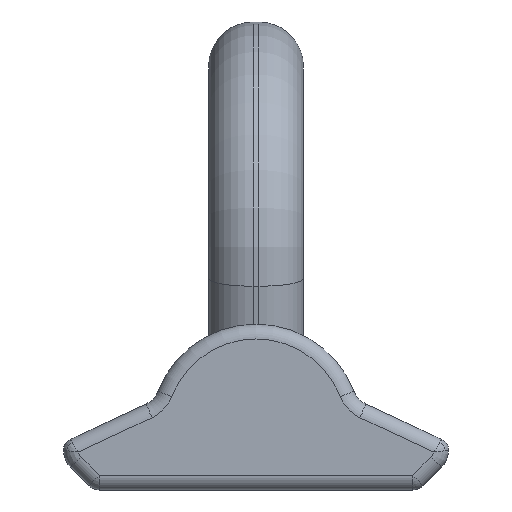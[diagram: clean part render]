
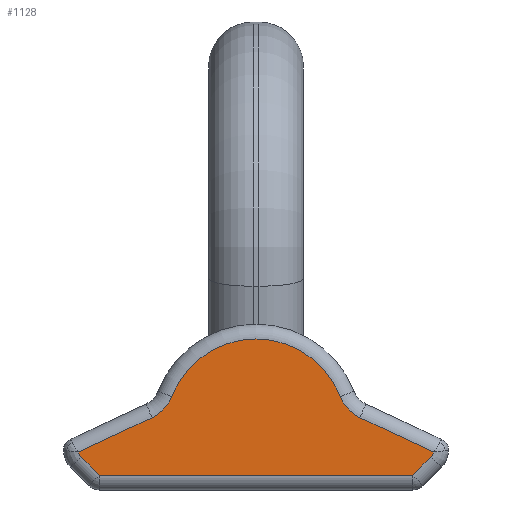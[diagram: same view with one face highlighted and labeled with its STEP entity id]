
A CAD part, front view. The second image highlights one B-rep face of the part: STEP entity #1128.
In plain terms, the highlighted planar face has unit normal (0, -1, 0).
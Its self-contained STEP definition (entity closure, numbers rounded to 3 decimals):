
#780=CARTESIAN_POINT('Vertex',(52.927,-131.5,-77.)) ;
#783=CARTESIAN_POINT('Line Origine',(0.,-131.5,-77.)) ;
#787=CARTESIAN_POINT('Vertex',(-52.927,-131.5,-77.)) ;
#1050=CARTESIAN_POINT('Axis2P3D Location',(0.,-131.5,-82.)) ;
#1055=CARTESIAN_POINT('Axis2P3D Location',(-57.,-131.5,-68.684)) ;
#1059=CARTESIAN_POINT('Vertex',(-59.121,-131.5,-70.806)) ;
#1061=CARTESIAN_POINT('Vertex',(-59.961,-131.5,-69.167)) ;
#1064=CARTESIAN_POINT('Line Origine',(-56.024,-131.5,-73.903)) ;
#1069=CARTESIAN_POINT('Line Origine',(56.024,-131.5,-73.903)) ;
#1073=CARTESIAN_POINT('Vertex',(59.121,-131.5,-70.806)) ;
#1076=CARTESIAN_POINT('Axis2P3D Location',(57.,-131.5,-68.684)) ;
#1080=CARTESIAN_POINT('Vertex',(59.961,-131.5,-69.167)) ;
#1083=CARTESIAN_POINT('Line Origine',(47.513,-131.5,-63.362)) ;
#1087=CARTESIAN_POINT('Vertex',(35.065,-131.5,-57.558)) ;
#1090=CARTESIAN_POINT('Axis2P3D Location',(40.559,-131.5,-45.776)) ;
#1094=CARTESIAN_POINT('Vertex',(28.438,-131.5,-50.475)) ;
#1097=CARTESIAN_POINT('Axis2P3D Location',(0.,-131.5,-61.5)) ;
#1101=CARTESIAN_POINT('Vertex',(-28.438,-131.5,-50.475)) ;
#1104=CARTESIAN_POINT('Axis2P3D Location',(-40.559,-131.5,-45.776)) ;
#1108=CARTESIAN_POINT('Vertex',(-35.065,-131.5,-57.558)) ;
#1111=CARTESIAN_POINT('Line Origine',(-47.513,-131.5,-63.362)) ;
#784=DIRECTION('Vector Direction',(-1.,0.,0.)) ;
#1051=DIRECTION('Axis2P3D Direction',(0.,1.,-0.)) ;
#1052=DIRECTION('Axis2P3D XDirection',(-1.,0.,0.)) ;
#1056=DIRECTION('Axis2P3D Direction',(0.,1.,-0.)) ;
#1065=DIRECTION('Vector Direction',(0.707,0.,-0.707)) ;
#1070=DIRECTION('Vector Direction',(0.707,0.,0.707)) ;
#1077=DIRECTION('Axis2P3D Direction',(0.,1.,-0.)) ;
#1084=DIRECTION('Vector Direction',(-0.906,0.,0.423)) ;
#1091=DIRECTION('Axis2P3D Direction',(0.,1.,-0.)) ;
#1098=DIRECTION('Axis2P3D Direction',(0.,1.,-0.)) ;
#1105=DIRECTION('Axis2P3D Direction',(0.,1.,-0.)) ;
#1112=DIRECTION('Vector Direction',(0.906,0.,0.423)) ;
#1053=AXIS2_PLACEMENT_3D('Plane Axis2P3D',#1050,#1051,#1052) ;
#1057=AXIS2_PLACEMENT_3D('Circle Axis2P3D',#1055,#1056,$) ;
#1078=AXIS2_PLACEMENT_3D('Circle Axis2P3D',#1076,#1077,$) ;
#1092=AXIS2_PLACEMENT_3D('Circle Axis2P3D',#1090,#1091,$) ;
#1099=AXIS2_PLACEMENT_3D('Circle Axis2P3D',#1097,#1098,$) ;
#1106=AXIS2_PLACEMENT_3D('Circle Axis2P3D',#1104,#1105,$) ;
#1117=ORIENTED_EDGE('',*,*,#1063,.F.) ;
#1118=ORIENTED_EDGE('',*,*,#1068,.F.) ;
#1119=ORIENTED_EDGE('',*,*,#789,.F.) ;
#1120=ORIENTED_EDGE('',*,*,#1075,.F.) ;
#1121=ORIENTED_EDGE('',*,*,#1082,.F.) ;
#1122=ORIENTED_EDGE('',*,*,#1089,.F.) ;
#1123=ORIENTED_EDGE('',*,*,#1096,.F.) ;
#1124=ORIENTED_EDGE('',*,*,#1103,.F.) ;
#1125=ORIENTED_EDGE('',*,*,#1110,.F.) ;
#1126=ORIENTED_EDGE('',*,*,#1115,.F.) ;
#785=VECTOR('Line Direction',#784,1.) ;
#1066=VECTOR('Line Direction',#1065,1.) ;
#1071=VECTOR('Line Direction',#1070,1.) ;
#1085=VECTOR('Line Direction',#1084,1.) ;
#1113=VECTOR('Line Direction',#1112,1.) ;
#1128=ADVANCED_FACE('\X2\672C9AD4\X0\.5',(#1127),#1054,.F.) ;
#1058=CIRCLE('generated circle',#1057,3.) ;
#1079=CIRCLE('generated circle',#1078,3.) ;
#1093=CIRCLE('generated circle',#1092,13.) ;
#1100=CIRCLE('generated circle',#1099,30.5) ;
#1107=CIRCLE('generated circle',#1106,13.) ;
#789=EDGE_CURVE('',#781,#788,#786,.T.) ;
#1063=EDGE_CURVE('',#1060,#1062,#1058,.T.) ;
#1068=EDGE_CURVE('',#788,#1060,#1067,.F.) ;
#1075=EDGE_CURVE('',#1074,#781,#1072,.F.) ;
#1082=EDGE_CURVE('',#1081,#1074,#1079,.T.) ;
#1089=EDGE_CURVE('',#1088,#1081,#1086,.F.) ;
#1096=EDGE_CURVE('',#1095,#1088,#1093,.F.) ;
#1103=EDGE_CURVE('',#1102,#1095,#1100,.T.) ;
#1110=EDGE_CURVE('',#1109,#1102,#1107,.F.) ;
#1115=EDGE_CURVE('',#1062,#1109,#1114,.T.) ;
#1116=EDGE_LOOP('',(#1117,#1118,#1119,#1120,#1121,#1122,#1123,#1124,#1125,#1126)) ;
#1127=FACE_OUTER_BOUND('',#1116,.T.) ;
#786=LINE('Line',#783,#785) ;
#1067=LINE('Line',#1064,#1066) ;
#1072=LINE('Line',#1069,#1071) ;
#1086=LINE('Line',#1083,#1085) ;
#1114=LINE('Line',#1111,#1113) ;
#1054=PLANE('',#1053) ;
#781=VERTEX_POINT('',#780) ;
#788=VERTEX_POINT('',#787) ;
#1060=VERTEX_POINT('',#1059) ;
#1062=VERTEX_POINT('',#1061) ;
#1074=VERTEX_POINT('',#1073) ;
#1081=VERTEX_POINT('',#1080) ;
#1088=VERTEX_POINT('',#1087) ;
#1095=VERTEX_POINT('',#1094) ;
#1102=VERTEX_POINT('',#1101) ;
#1109=VERTEX_POINT('',#1108) ;
